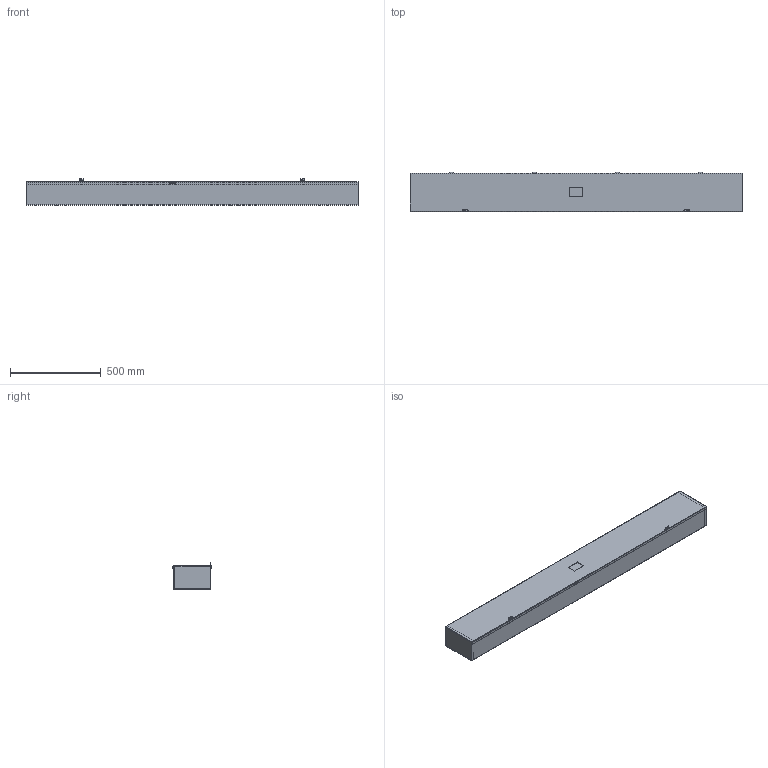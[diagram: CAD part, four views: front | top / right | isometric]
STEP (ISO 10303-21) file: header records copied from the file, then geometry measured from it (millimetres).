
FILE_DESCRIPTION( ( 'Unknown' ), '1' );
FILE_NAME( 'T6103-T6104-T6203-T6204.stp', 'Unknown', ( 'Unknown' ), ( 'Unknown' ), 'PSStep 16.0.42', 'Unknown', ' ' );
FILE_SCHEMA( ( 'AUTOMOTIVE_DESIGN { 1 0 10303 214 1 1 1 1 }' ) );
Length unit declared in the file: millimetre
Products named in the file (10): T6162-mcx_BOX; T6162_BOX-U; T6162_END; POP-RIVET-AJUSTABLE; POP-RIVET-0_125x0_328-GRIP-0_126-0_187-ADA43BS; POP-RIVET-0_125x0_328-GRIP-0_126-0_187-ADA43BS-ECRASÉ; Assem1; BEL 33; T6162_COVER; PADLOCK C
Assembly tree (15 placements, depth 3):
  Assem1
    BEL 33  x4
    T6162_COVER
    PADLOCK C  x2
    T6162-mcx_BOX
      T6162_BOX-U
      T6162_END  x2
    POP-RIVET-AJUSTABLE  x2
      POP-RIVET-0_125x0_328-GRIP-0_126-0_187-ADA43BS
      POP-RIVET-0_125x0_328-GRIP-0_126-0_187-ADA43BS-ECRASÉ
Bounding box: 1828.8 x 215.5 x 144.68 mm (x, y, z)
Volume: 2177939.4 mm3; surface area: 2769092.9 mm2
Topology: 14 solids, 14 shells, 583 faces, 1553 edges, 1018 vertices
Faces by surface type: plane 394, cylinder 175, bspline 6, torus 6, cone 2
Full cylindrical faces by diameter (mm): 0.346 x2, 1.626 x2, 3.175 x6, 3.302 x2, 4.293 x3, 5.791 x14, 6.35 x6, 7.925 x8, 8.23 x4, 9.525 x2, 9.906 x4, 15.875 x8
Entity records: 13116 total; most frequent: CARTESIAN_POINT 1874, DIRECTION 1726, ORIENTED_EDGE 1678, EDGE_CURVE 839, LINE 634, VECTOR 634, VERTEX_POINT 575, AXIS2_PLACEMENT_3D 546
